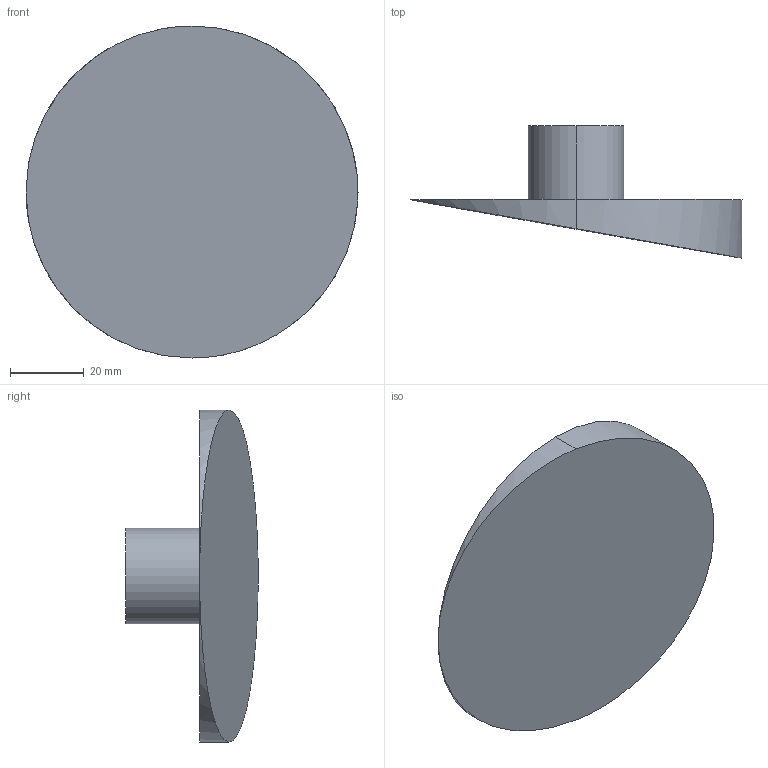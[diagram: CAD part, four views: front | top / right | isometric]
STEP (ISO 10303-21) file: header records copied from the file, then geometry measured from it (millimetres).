
FILE_DESCRIPTION (( 'STEP AP214' ), '1' );
FILE_NAME ('Base.STEP', '2025-09-26T07:09:10', ( 'Windows User' ), ( '' ), 'SwSTEP 2.0', 'SolidWorks 2023', '' );
FILE_SCHEMA (( 'AUTOMOTIVE_DESIGN' ));
Length unit declared in the file: millimetre
Products named in the file (1): Base
Bounding box: 90 x 35.85 x 90 mm (x, y, z)
Volume: 61095.9 mm3; surface area: 16698.3 mm2
Topology: 1 solids, 1 shells, 8 faces, 14 edges, 9 vertices
Faces by surface type: cylinder 5, plane 3
Entity records: 308 total; most frequent: CARTESIAN_POINT 41, DIRECTION 36, ORIENTED_EDGE 28, AXIS2_PLACEMENT_3D 16, EDGE_CURVE 14, UNCERTAINTY_MEASURE_WITH_UNIT 10, SURFACE_STYLE_USAGE 9, SURFACE_STYLE_FILL_AREA 9
